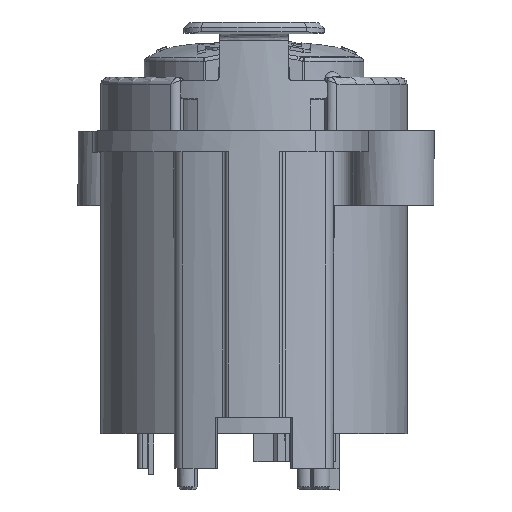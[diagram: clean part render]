
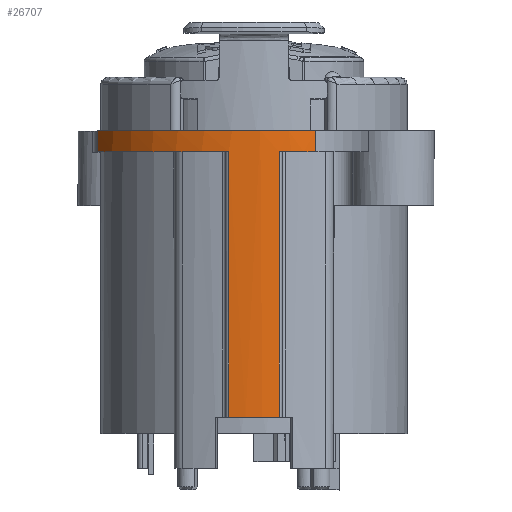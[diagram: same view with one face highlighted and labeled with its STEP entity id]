
A CAD part, top view. The second image highlights one B-rep face of the part: STEP entity #26707.
In plain terms, the highlighted cylindrical face has radius 12.5 mm (diameter 25 mm), a partial arc.
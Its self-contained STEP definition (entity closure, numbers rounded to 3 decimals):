
#6350=CARTESIAN_POINT('',(0.,32.352,
12.5));
#6351=DIRECTION('',(0.,-1.,0.));
#6352=DIRECTION('',(-0.143,0.,0.99));
#6353=AXIS2_PLACEMENT_3D('',#6350,#6351,#6352);
#6355=DIRECTION('',(0.,1.,0.));
#6356=VECTOR('',#6355,1.5);
#6357=CARTESIAN_POINT('',(-11.1,32.352,18.248));
#6358=LINE('',#6357,#6356);
#6359=CARTESIAN_POINT('',(0.,33.852,
12.5));
#6360=DIRECTION('',(0.,1.,0.));
#6361=DIRECTION('',(-0.888,0.,0.46));
#6362=AXIS2_PLACEMENT_3D('',#6359,#6360,#6361);
#6364=DIRECTION('',(0.,-1.,0.));
#6365=VECTOR('',#6364,1.5);
#6366=CARTESIAN_POINT('',(4.392,33.852,24.203));
#6367=LINE('',#6366,#6365);
#6368=DIRECTION('',(0.,-1.,0.));
#6369=VECTOR('',#6368,18.85);
#6370=CARTESIAN_POINT('',(1.786,32.352,24.872));
#6371=LINE('',#6370,#6369);
#9379=CARTESIAN_POINT('',(0.,32.352,
12.5));
#9380=DIRECTION('',(0.,1.,0.));
#9381=DIRECTION('',(0.143,0.,0.99));
#9382=AXIS2_PLACEMENT_3D('',#9379,#9380,#9381);
#10449=DIRECTION('',(0.,-1.,0.));
#10450=VECTOR('',#10449,18.85);
#10451=CARTESIAN_POINT('',(-1.786,32.352,
24.872));
#10452=LINE('',#10451,#10450);
#10481=CARTESIAN_POINT('',(0.,13.502,
12.5));
#10482=DIRECTION('',(0.,1.,0.));
#10483=DIRECTION('',(-0.143,0.,0.99));
#10484=AXIS2_PLACEMENT_3D('',#10481,#10482,#10483);
#16165=CARTESIAN_POINT('',(1.786,32.352,24.872));
#16166=CARTESIAN_POINT('',(1.786,13.502,24.872));
#16167=VERTEX_POINT('',#16165);
#16168=VERTEX_POINT('',#16166);
#16169=CARTESIAN_POINT('',(-1.786,13.502,
24.872));
#16170=VERTEX_POINT('',#16169);
#16171=CARTESIAN_POINT('',(-1.786,32.352,
24.872));
#16172=VERTEX_POINT('',#16171);
#16173=CARTESIAN_POINT('',(4.392,33.852,24.203));
#16174=CARTESIAN_POINT('',(4.392,32.352,24.203));
#16175=VERTEX_POINT('',#16173);
#16176=VERTEX_POINT('',#16174);
#17238=CARTESIAN_POINT('',(-11.1,32.352,
18.248));
#17240=VERTEX_POINT('',#17238);
#17648=CARTESIAN_POINT('',(-11.1,33.852,
18.248));
#17650=VERTEX_POINT('',#17648);
#26686=CARTESIAN_POINT('',(0.,37.352,
12.5));
#26687=DIRECTION('',(0.,-1.,0.));
#26688=DIRECTION('',(-0.888,0.,0.46));
#26689=AXIS2_PLACEMENT_3D('',#26686,#26687,#26688);
#26690=CYLINDRICAL_SURFACE('',#26689,12.5);
#26692=ORIENTED_EDGE('',*,*,#26691,.T.);
#26693=ORIENTED_EDGE('',*,*,#26678,.T.);
#26694=ORIENTED_EDGE('',*,*,#25846,.T.);
#26696=ORIENTED_EDGE('',*,*,#26695,.T.);
#26698=ORIENTED_EDGE('',*,*,#26697,.F.);
#26700=ORIENTED_EDGE('',*,*,#26699,.T.);
#26702=ORIENTED_EDGE('',*,*,#26701,.F.);
#26704=ORIENTED_EDGE('',*,*,#26703,.F.);
#26705=EDGE_LOOP('',(#26692,#26693,#26694,#26696,#26698,#26700,#26702,#26704));
#26706=FACE_OUTER_BOUND('',#26705,.F.);
#6354=CIRCLE('',#6353,12.5);
#6363=CIRCLE('',#6362,12.5);
#9383=CIRCLE('',#9382,12.5);
#10485=CIRCLE('',#10484,12.5);
#25846=EDGE_CURVE('',#17650,#16175,#6363,.T.);
#26678=EDGE_CURVE('',#17240,#17650,#6358,.T.);
#26691=EDGE_CURVE('',#16172,#17240,#6354,.T.);
#26695=EDGE_CURVE('',#16175,#16176,#6367,.T.);
#26697=EDGE_CURVE('',#16167,#16176,#9383,.T.);
#26699=EDGE_CURVE('',#16167,#16168,#6371,.T.);
#26701=EDGE_CURVE('',#16170,#16168,#10485,.T.);
#26703=EDGE_CURVE('',#16172,#16170,#10452,.T.);
#26707=ADVANCED_FACE('',(#26706),#26690,.T.);
